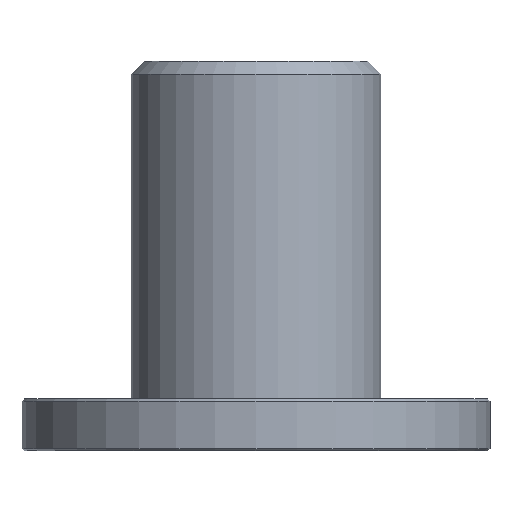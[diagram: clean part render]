
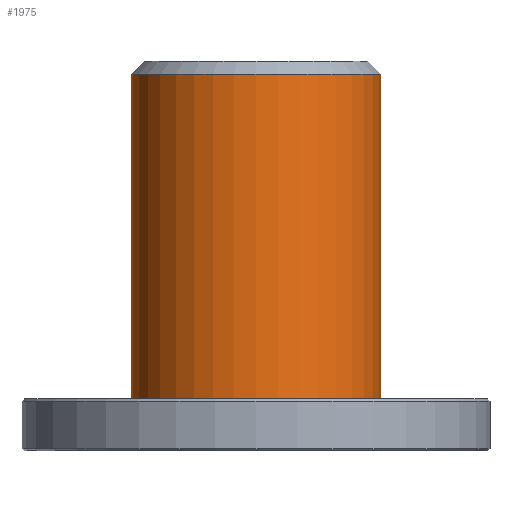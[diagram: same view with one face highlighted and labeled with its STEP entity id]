
A CAD part, front view. The second image highlights one B-rep face of the part: STEP entity #1975.
In plain terms, the highlighted cylindrical face has radius 15.24 mm (diameter 30.48 mm), a partial arc.
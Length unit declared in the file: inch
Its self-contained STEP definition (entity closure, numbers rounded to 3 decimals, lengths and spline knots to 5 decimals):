
#23 = CIRCLE ( 'NONE', #1747, 0.6 ) ;
#227 = DIRECTION ( 'NONE',  ( 0., 0., -1. ) ) ;
#324 = CARTESIAN_POINT ( 'NONE',  ( 0.6, 0., 1.75 ) ) ;
#589 = CARTESIAN_POINT ( 'NONE',  ( 0.6, 0., 1.6875 ) ) ;
#1102 = VERTEX_POINT ( 'NONE', #589 ) ;
#1124 = CARTESIAN_POINT ( 'NONE',  ( -0.6, 0., 0.125 ) ) ;
#1206 = CARTESIAN_POINT ( 'NONE',  ( 0.6, 0., 0.125 ) ) ;
#1234 = CARTESIAN_POINT ( 'NONE',  ( 0., 0., 1.6875 ) ) ;
#1267 = DIRECTION ( 'NONE',  ( 1., 0., 0. ) ) ;
#1305 = DIRECTION ( 'NONE',  ( 0., 0., -1. ) ) ;
#1314 = DIRECTION ( 'NONE',  ( 1., 0., 0. ) ) ;
#1357 = CYLINDRICAL_SURFACE ( 'NONE', #2994, 0.6 ) ;
#1428 = EDGE_CURVE ( 'NONE', #1559, #2939, #2957, .T. ) ;
#1446 = CARTESIAN_POINT ( 'NONE',  ( -0.6, 0., 1.75 ) ) ;
#1488 = DIRECTION ( 'NONE',  ( 0., 0., -1. ) ) ;
#1489 = VECTOR ( 'NONE', #227, 39.37008 ) ;
#1504 = LINE ( 'NONE', #324, #1489 ) ;
#1539 = ORIENTED_EDGE ( 'NONE', *, *, #1428, .T. ) ;
#1559 = VERTEX_POINT ( 'NONE', #1124 ) ;
#1564 = ORIENTED_EDGE ( 'NONE', *, *, #3132, .T. ) ;
#1580 = ORIENTED_EDGE ( 'NONE', *, *, #2172, .T. ) ;
#1747 = AXIS2_PLACEMENT_3D ( 'NONE', #1234, #1305, #1314 ) ;
#1761 = CARTESIAN_POINT ( 'NONE',  ( 0., 0., 0.125 ) ) ;
#1805 = DIRECTION ( 'NONE',  ( 0., 0., 1. ) ) ;
#1830 = VERTEX_POINT ( 'NONE', #3005 ) ;
#1930 = LINE ( 'NONE', #1446, #3310 ) ;
#1975 = ADVANCED_FACE ( 'NONE', ( #2419 ), #1357, .T. ) ;
#2103 = ORIENTED_EDGE ( 'NONE', *, *, #2533, .F. ) ;
#2172 = EDGE_CURVE ( 'NONE', #1830, #1559, #1930, .T. ) ;
#2331 = CARTESIAN_POINT ( 'NONE',  ( 0., 0., 1.75 ) ) ;
#2390 = DIRECTION ( 'NONE',  ( -1., 0., 0. ) ) ;
#2412 = DIRECTION ( 'NONE',  ( 0., 0., -1. ) ) ;
#2419 = FACE_OUTER_BOUND ( 'NONE', #3150, .T. ) ;
#2533 = EDGE_CURVE ( 'NONE', #1102, #2939, #1504, .T. ) ;
#2939 = VERTEX_POINT ( 'NONE', #1206 ) ;
#2957 = CIRCLE ( 'NONE', #3285, 0.6 ) ;
#2994 = AXIS2_PLACEMENT_3D ( 'NONE', #2331, #2412, #2390 ) ;
#3005 = CARTESIAN_POINT ( 'NONE',  ( -0.6, 0., 1.6875 ) ) ;
#3132 = EDGE_CURVE ( 'NONE', #1102, #1830, #23, .T. ) ;
#3150 = EDGE_LOOP ( 'NONE', ( #2103, #1564, #1580, #1539 ) ) ;
#3285 = AXIS2_PLACEMENT_3D ( 'NONE', #1761, #1805, #1267 ) ;
#3310 = VECTOR ( 'NONE', #1488, 39.37008 ) ;
